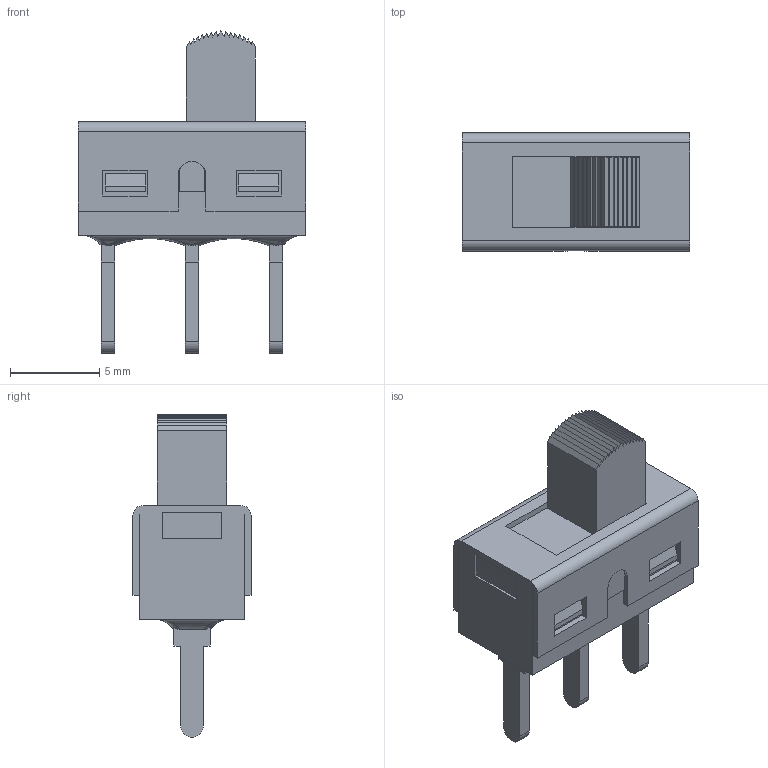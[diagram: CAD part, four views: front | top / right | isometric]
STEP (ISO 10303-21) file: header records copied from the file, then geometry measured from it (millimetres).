
FILE_DESCRIPTION((' '),'2;1');
FILE_NAME('500SSPxS1M2xEA.stp','2017-07-26T09:09:27',(' '),(' '),' ','ACIS',' ');
FILE_SCHEMA(('CONFIG_CONTROL_DESIGN'));
Length unit declared in the file: inch
Products named in the file (1): 500SSPxS1M2xEA.stp
Bounding box: 12.7 x 6.6 x 18.03 mm (x, y, z)
Volume: 362.8 mm3; surface area: 1076.2 mm2
Topology: 1 solids, 1 shells, 185 faces, 540 edges, 363 vertices
Faces by surface type: plane 158, cylinder 18, bspline 8, cone 1
Full cylindrical faces by diameter (mm): 2.4 x1
Entity records: 7081 total; most frequent: CARTESIAN_POINT 2052, ORIENTED_EDGE 1076, DIRECTION 929, EDGE_CURVE 538, VECTOR 447, LINE 447, VERTEX_POINT 363, AXIS2_PLACEMENT_3D 241
